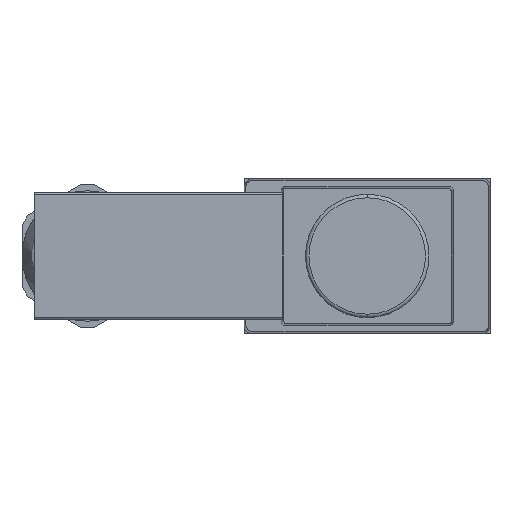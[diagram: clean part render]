
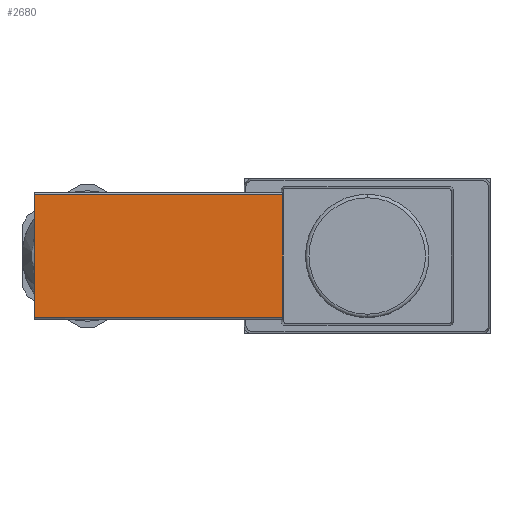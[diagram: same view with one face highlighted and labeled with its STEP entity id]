
A CAD part, left-side view. The second image highlights one B-rep face of the part: STEP entity #2680.
In plain terms, the highlighted planar face has unit normal (-1, 0, 0).
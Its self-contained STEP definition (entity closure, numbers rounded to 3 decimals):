
#37 = ORIENTED_EDGE ( 'NONE', *, *, #4878, .F. ) ;
#38 = ORIENTED_EDGE ( 'NONE', *, *, #4588, .T. ) ;
#915 = CARTESIAN_POINT ( 'NONE',  ( -86.94, 12.004, 8.75 ) ) ;
#988 = LINE ( 'NONE', #7221, #5388 ) ;
#1019 = ORIENTED_EDGE ( 'NONE', *, *, #4886, .F. ) ;
#1063 = DIRECTION ( 'NONE',  ( 0., -1., 0. ) ) ;
#1099 = FACE_OUTER_BOUND ( 'NONE', #5100, .T. ) ;
#1163 = VERTEX_POINT ( 'NONE', #915 ) ;
#1649 = DIRECTION ( 'NONE',  ( 0., 0., -1. ) ) ;
#1807 = PLANE ( 'NONE',  #3200 ) ;
#2144 = LINE ( 'NONE', #6181, #3537 ) ;
#2269 = DIRECTION ( 'NONE',  ( 0., 0., -1. ) ) ;
#2460 = CARTESIAN_POINT ( 'NONE',  ( -86.94, 47.35, -8.75 ) ) ;
#2680 = ADVANCED_FACE ( 'NONE', ( #1099 ), #1807, .T. ) ;
#3083 = ORIENTED_EDGE ( 'NONE', *, *, #3808, .F. ) ;
#3200 = AXIS2_PLACEMENT_3D ( 'NONE', #6306, #6851, #3603 ) ;
#3537 = VECTOR ( 'NONE', #6714, 1000. ) ;
#3603 = DIRECTION ( 'NONE',  ( 0., 1., 0. ) ) ;
#3808 = EDGE_CURVE ( 'NONE', #1163, #4554, #5649, .T. ) ;
#4364 = VECTOR ( 'NONE', #2269, 1000. ) ;
#4513 = CARTESIAN_POINT ( 'NONE',  ( -86.94, 12.004, -8.75 ) ) ;
#4554 = VERTEX_POINT ( 'NONE', #4513 ) ;
#4588 = EDGE_CURVE ( 'NONE', #6508, #6414, #988, .T. ) ;
#4878 = EDGE_CURVE ( 'NONE', #6508, #1163, #5340, .T. ) ;
#4886 = EDGE_CURVE ( 'NONE', #4554, #6414, #2144, .T. ) ;
#5091 = CARTESIAN_POINT ( 'NONE',  ( -86.94, -500000., 8.75 ) ) ;
#5100 = EDGE_LOOP ( 'NONE', ( #3083, #37, #38, #1019 ) ) ;
#5175 = VECTOR ( 'NONE', #1063, 1000. ) ;
#5340 = LINE ( 'NONE', #5091, #5175 ) ;
#5388 = VECTOR ( 'NONE', #1649, 1000. ) ;
#5641 = CARTESIAN_POINT ( 'NONE',  ( -86.94, 12.004, 9.05 ) ) ;
#5649 = LINE ( 'NONE', #5641, #4364 ) ;
#6181 = CARTESIAN_POINT ( 'NONE',  ( -86.94, -500000., -8.75 ) ) ;
#6306 = CARTESIAN_POINT ( 'NONE',  ( -86.94, -500000., 9.05 ) ) ;
#6414 = VERTEX_POINT ( 'NONE', #2460 ) ;
#6508 = VERTEX_POINT ( 'NONE', #6972 ) ;
#6714 = DIRECTION ( 'NONE',  ( 0., 1., 0. ) ) ;
#6851 = DIRECTION ( 'NONE',  ( -1., 0., 0. ) ) ;
#6972 = CARTESIAN_POINT ( 'NONE',  ( -86.94, 47.35, 8.75 ) ) ;
#7221 = CARTESIAN_POINT ( 'NONE',  ( -86.94, 47.35, 9.05 ) ) ;
